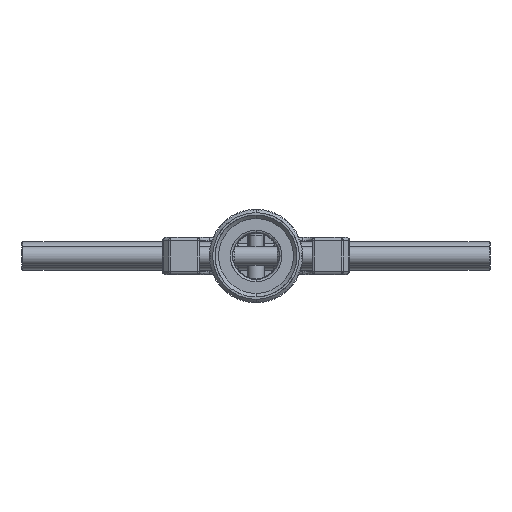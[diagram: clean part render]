
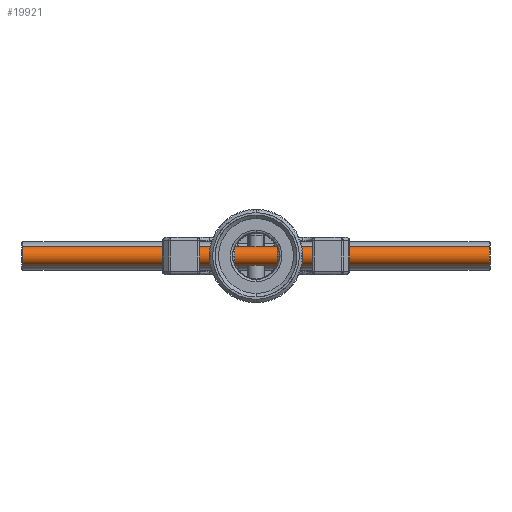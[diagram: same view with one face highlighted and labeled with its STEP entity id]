
A CAD part, front view. The second image highlights one B-rep face of the part: STEP entity #19921.
In plain terms, the highlighted cylindrical face has radius 2 mm (diameter 4 mm), a full revolution.
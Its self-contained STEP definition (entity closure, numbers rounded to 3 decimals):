
#325 = EDGE_CURVE ( 'NONE', #33612, #33612, #15456, .T. ) ;
#4325 = DIRECTION ( 'NONE',  ( 1., 0., 0. ) ) ;
#5435 = ORIENTED_EDGE ( 'NONE', *, *, #20228, .T. ) ;
#8268 = FACE_OUTER_BOUND ( 'NONE', #28977, .T. ) ;
#8712 = DIRECTION ( 'NONE',  ( -1., 0., 0. ) ) ;
#13027 = ORIENTED_EDGE ( 'NONE', *, *, #325, .T. ) ;
#15336 = EDGE_LOOP ( 'NONE', ( #5435 ) ) ;
#15456 = CIRCLE ( 'NONE', #40444, 2. ) ;
#18347 = DIRECTION ( 'NONE',  ( 0., 0., 1. ) ) ;
#19665 = AXIS2_PLACEMENT_3D ( 'NONE', #38667, #8712, #18347 ) ;
#19921 = ADVANCED_FACE ( 'NONE', ( #8268, #22357 ), #25029, .T. ) ;
#20228 = EDGE_CURVE ( 'NONE', #36959, #36959, #42534, .T. ) ;
#20530 = DIRECTION ( 'NONE',  ( -1., 0., 0. ) ) ;
#22357 = FACE_OUTER_BOUND ( 'NONE', #15336, .T. ) ;
#25029 = CYLINDRICAL_SURFACE ( 'NONE', #19665, 2. ) ;
#26779 = AXIS2_PLACEMENT_3D ( 'NONE', #37496, #20530, #34154 ) ;
#28977 = EDGE_LOOP ( 'NONE', ( #13027 ) ) ;
#31607 = DIRECTION ( 'NONE',  ( 0., 0., 1. ) ) ;
#33394 = CARTESIAN_POINT ( 'NONE',  ( 74.8, -37., 2. ) ) ;
#33612 = VERTEX_POINT ( 'NONE', #40118 ) ;
#34154 = DIRECTION ( 'NONE',  ( 0., 0., 1. ) ) ;
#36959 = VERTEX_POINT ( 'NONE', #33394 ) ;
#37496 = CARTESIAN_POINT ( 'NONE',  ( 74.8, -37., 0. ) ) ;
#38667 = CARTESIAN_POINT ( 'NONE',  ( 75., -37., 0. ) ) ;
#40118 = CARTESIAN_POINT ( 'NONE',  ( -24.8, -37., 2. ) ) ;
#40444 = AXIS2_PLACEMENT_3D ( 'NONE', #41922, #4325, #31607 ) ;
#41922 = CARTESIAN_POINT ( 'NONE',  ( -24.8, -37., 0. ) ) ;
#42534 = CIRCLE ( 'NONE', #26779, 2. ) ;
